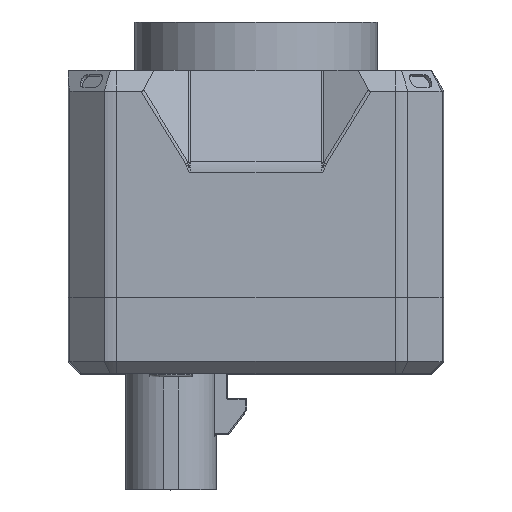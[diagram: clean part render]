
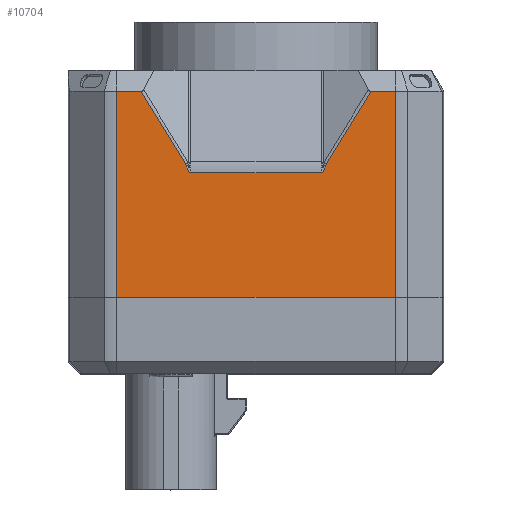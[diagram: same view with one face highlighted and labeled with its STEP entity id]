
A CAD part, top view. The second image highlights one B-rep face of the part: STEP entity #10704.
In plain terms, the highlighted planar face has unit normal (0, 0, 1).
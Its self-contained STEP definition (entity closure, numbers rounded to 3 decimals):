
#389=PLANE('',#11401);
#756=LINE('',#19176,#1619);
#759=LINE('',#19184,#1622);
#763=LINE('',#19196,#1626);
#767=LINE('',#19204,#1630);
#770=LINE('',#19210,#1633);
#771=LINE('',#19212,#1634);
#772=LINE('',#19214,#1635);
#773=LINE('',#19215,#1636);
#1619=VECTOR('',#12773,10.);
#1622=VECTOR('',#12782,10.);
#1626=VECTOR('',#12794,10.);
#1630=VECTOR('',#12802,10.);
#1633=VECTOR('',#12807,10.);
#1634=VECTOR('',#12808,10.);
#1635=VECTOR('',#12809,10.);
#1636=VECTOR('',#12810,10.);
#2669=FACE_OUTER_BOUND('',#3295,.T.);
#3295=EDGE_LOOP('',(#7845,#7846,#7847,#7848,#7849,#7850,#7851,#7852,#7853,
#7854,#7855,#7856));
#4370=B_SPLINE_CURVE_WITH_KNOTS('',3,(#15566,#15567,#15568,#15569),
 .UNSPECIFIED.,.F.,.F.,(4,4),(0.5,1.),.UNSPECIFIED.);
#4372=B_SPLINE_CURVE_WITH_KNOTS('',3,(#15616,#15617,#15618,#15619),
 .UNSPECIFIED.,.F.,.F.,(4,4),(0.,0.5),.UNSPECIFIED.);
#4377=B_SPLINE_CURVE_WITH_KNOTS('',3,(#15721,#15722,#15723,#15724),
 .UNSPECIFIED.,.F.,.F.,(4,4),(0.5,1.),.UNSPECIFIED.);
#4379=B_SPLINE_CURVE_WITH_KNOTS('',3,(#15771,#15772,#15773,#15774),
 .UNSPECIFIED.,.F.,.F.,(4,4),(0.,0.5),.UNSPECIFIED.);
#4542=VERTEX_POINT('',#15558);
#4543=VERTEX_POINT('',#15565);
#4545=VERTEX_POINT('',#15614);
#4550=VERTEX_POINT('',#15713);
#4551=VERTEX_POINT('',#15720);
#4553=VERTEX_POINT('',#15769);
#4768=VERTEX_POINT('',#19172);
#4775=VERTEX_POINT('',#19194);
#4777=VERTEX_POINT('',#19203);
#4779=VERTEX_POINT('',#19209);
#4780=VERTEX_POINT('',#19211);
#4781=VERTEX_POINT('',#19213);
#5623=EDGE_CURVE('',#4542,#4543,#4370,.T.);
#5627=EDGE_CURVE('',#4545,#4542,#4372,.T.);
#5633=EDGE_CURVE('',#4550,#4551,#4377,.T.);
#5637=EDGE_CURVE('',#4553,#4550,#4379,.T.);
#5956=EDGE_CURVE('',#4543,#4768,#756,.T.);
#5960=EDGE_CURVE('',#4551,#4545,#759,.T.);
#5966=EDGE_CURVE('',#4775,#4553,#763,.T.);
#5970=EDGE_CURVE('',#4768,#4777,#767,.T.);
#5973=EDGE_CURVE('',#4779,#4775,#770,.T.);
#5974=EDGE_CURVE('',#4780,#4779,#771,.T.);
#5975=EDGE_CURVE('',#4780,#4781,#772,.T.);
#5976=EDGE_CURVE('',#4781,#4777,#773,.T.);
#7845=ORIENTED_EDGE('',*,*,#5956,.F.);
#7846=ORIENTED_EDGE('',*,*,#5623,.F.);
#7847=ORIENTED_EDGE('',*,*,#5627,.F.);
#7848=ORIENTED_EDGE('',*,*,#5960,.F.);
#7849=ORIENTED_EDGE('',*,*,#5633,.F.);
#7850=ORIENTED_EDGE('',*,*,#5637,.F.);
#7851=ORIENTED_EDGE('',*,*,#5966,.F.);
#7852=ORIENTED_EDGE('',*,*,#5973,.F.);
#7853=ORIENTED_EDGE('',*,*,#5974,.F.);
#7854=ORIENTED_EDGE('',*,*,#5975,.T.);
#7855=ORIENTED_EDGE('',*,*,#5976,.T.);
#7856=ORIENTED_EDGE('',*,*,#5970,.F.);
#10704=ADVANCED_FACE('',(#2669),#389,.T.);
#11401=AXIS2_PLACEMENT_3D('',#19208,#12805,#12806);
#12773=DIRECTION('',(0.523,0.852,0.));
#12782=DIRECTION('',(1.,0.,0.));
#12794=DIRECTION('',(0.523,-0.852,0.));
#12802=DIRECTION('',(1.,0.,0.));
#12805=DIRECTION('center_axis',(0.,0.,1.));
#12806=DIRECTION('ref_axis',(1.,0.,0.));
#12807=DIRECTION('',(1.,0.,0.));
#12808=DIRECTION('',(0.,1.,0.));
#12809=DIRECTION('',(1.,0.,0.));
#12810=DIRECTION('',(0.,1.,0.));
#15558=CARTESIAN_POINT('',(5.652,10.562,15.5));
#15565=CARTESIAN_POINT('',(5.822,11.011,15.5));
#15566=CARTESIAN_POINT('Ctrl Pts',(5.652,10.562,15.5));
#15567=CARTESIAN_POINT('Ctrl Pts',(5.709,10.712,15.5));
#15568=CARTESIAN_POINT('Ctrl Pts',(5.749,10.891,15.5));
#15569=CARTESIAN_POINT('Ctrl Pts',(5.822,11.011,15.5));
#15614=CARTESIAN_POINT('',(5.381,10.292,15.5));
#15616=CARTESIAN_POINT('Ctrl Pts',(5.381,10.292,15.5));
#15617=CARTESIAN_POINT('Ctrl Pts',(5.522,10.292,15.5));
#15618=CARTESIAN_POINT('Ctrl Pts',(5.595,10.412,15.5));
#15619=CARTESIAN_POINT('Ctrl Pts',(5.652,10.562,15.5));
#15713=CARTESIAN_POINT('',(-5.652,10.562,15.5));
#15720=CARTESIAN_POINT('',(-5.381,10.292,15.5));
#15721=CARTESIAN_POINT('Ctrl Pts',(-5.652,10.562,15.5));
#15722=CARTESIAN_POINT('Ctrl Pts',(-5.595,10.412,15.5));
#15723=CARTESIAN_POINT('Ctrl Pts',(-5.522,10.292,15.5));
#15724=CARTESIAN_POINT('Ctrl Pts',(-5.381,10.292,15.5));
#15769=CARTESIAN_POINT('',(-5.822,11.011,15.5));
#15771=CARTESIAN_POINT('Ctrl Pts',(-5.822,11.011,15.5));
#15772=CARTESIAN_POINT('Ctrl Pts',(-5.749,10.891,15.5));
#15773=CARTESIAN_POINT('Ctrl Pts',(-5.709,10.712,15.5));
#15774=CARTESIAN_POINT('Ctrl Pts',(-5.652,10.562,15.5));
#19172=CARTESIAN_POINT('',(9.506,17.018,15.5));
#19176=CARTESIAN_POINT('',(2.681,5.89,15.5));
#19184=CARTESIAN_POINT('',(-8.5,10.292,15.5));
#19194=CARTESIAN_POINT('',(-9.506,17.018,15.5));
#19196=CARTESIAN_POINT('',(-6.495,12.109,15.5));
#19203=CARTESIAN_POINT('',(11.5,17.018,15.5));
#19204=CARTESIAN_POINT('',(-5.75,17.018,15.5));
#19208=CARTESIAN_POINT('Origin',(-11.5,0.,15.5));
#19209=CARTESIAN_POINT('',(-11.5,17.018,15.5));
#19210=CARTESIAN_POINT('',(-5.75,17.018,15.5));
#19211=CARTESIAN_POINT('',(-11.5,0.,15.5));
#19212=CARTESIAN_POINT('',(-11.5,0.,15.5));
#19213=CARTESIAN_POINT('',(11.5,0.,15.5));
#19214=CARTESIAN_POINT('',(-11.5,0.,15.5));
#19215=CARTESIAN_POINT('',(11.5,0.,15.5));
